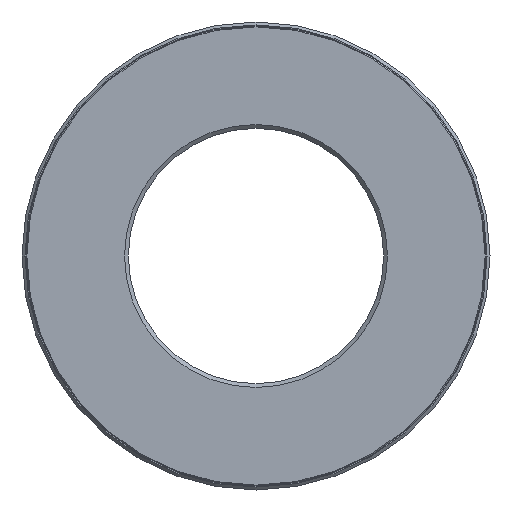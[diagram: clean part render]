
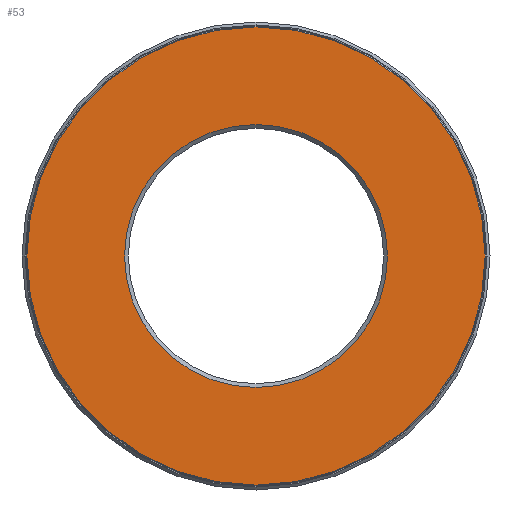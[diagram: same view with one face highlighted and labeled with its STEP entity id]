
A CAD part, front view. The second image highlights one B-rep face of the part: STEP entity #53.
In plain terms, the highlighted planar face has unit normal (0, -1, 0).
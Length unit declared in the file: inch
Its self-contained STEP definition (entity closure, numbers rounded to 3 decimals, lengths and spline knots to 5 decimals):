
#19 = CIRCLE ( 'NONE', #313, 0.67625 ) ;
#21 = CARTESIAN_POINT ( 'NONE',  ( 0., 0., 0.67625 ) ) ;
#47 = DIRECTION ( 'NONE',  ( 0., 0., 1. ) ) ;
#53 = ADVANCED_FACE ( 'NONE', ( #283, #418 ), #88, .F. ) ;
#88 = PLANE ( 'NONE',  #119 ) ;
#119 = AXIS2_PLACEMENT_3D ( 'NONE', #267, #135, #47 ) ;
#135 = DIRECTION ( 'NONE',  ( 0., 1., 0. ) ) ;
#150 = VERTEX_POINT ( 'NONE', #21 ) ;
#201 = DIRECTION ( 'NONE',  ( 0., 1., 0. ) ) ;
#210 = EDGE_CURVE ( 'NONE', #150, #150, #19, .T. ) ;
#241 = DIRECTION ( 'NONE',  ( 0., 1., 0. ) ) ;
#267 = CARTESIAN_POINT ( 'NONE',  ( 0., 0., 0. ) ) ;
#281 = EDGE_LOOP ( 'NONE', ( #433 ) ) ;
#283 = FACE_OUTER_BOUND ( 'NONE', #281, .T. ) ;
#303 = ORIENTED_EDGE ( 'NONE', *, *, #210, .T. ) ;
#313 = AXIS2_PLACEMENT_3D ( 'NONE', #371, #241, #325 ) ;
#325 = DIRECTION ( 'NONE',  ( 0., 0., 1. ) ) ;
#329 = AXIS2_PLACEMENT_3D ( 'NONE', #474, #201, #524 ) ;
#347 = EDGE_LOOP ( 'NONE', ( #303 ) ) ;
#370 = EDGE_CURVE ( 'NONE', #386, #386, #497, .T. ) ;
#371 = CARTESIAN_POINT ( 'NONE',  ( 0., 0., 0. ) ) ;
#386 = VERTEX_POINT ( 'NONE', #526 ) ;
#418 = FACE_BOUND ( 'NONE', #347, .T. ) ;
#433 = ORIENTED_EDGE ( 'NONE', *, *, #370, .F. ) ;
#474 = CARTESIAN_POINT ( 'NONE',  ( 0., 0., 0. ) ) ;
#497 = CIRCLE ( 'NONE', #329, 1.17813 ) ;
#524 = DIRECTION ( 'NONE',  ( 0., 0., 1. ) ) ;
#526 = CARTESIAN_POINT ( 'NONE',  ( 0., 0., 1.17813 ) ) ;
